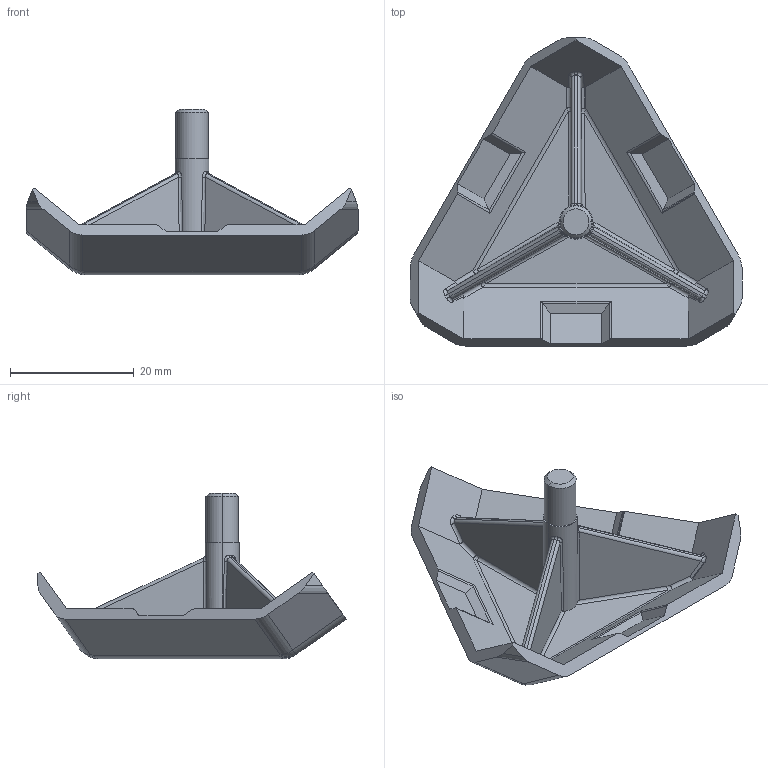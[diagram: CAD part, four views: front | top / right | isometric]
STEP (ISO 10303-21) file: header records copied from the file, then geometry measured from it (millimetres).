
FILE_DESCRIPTION (( 'STEP AP214' ), '1' );
FILE_NAME ('093wea381d.STEP', '2014-08-21T06:04:35', ( '' ), ( '' ), 'SwSTEP 2.0', 'SolidWorks 2014', '' );
FILE_SCHEMA (( 'AUTOMOTIVE_DESIGN' ));
Length unit declared in the file: millimetre
Products named in the file (1): 093wea381d
Bounding box: 53.74 x 49.88 x 26.84 mm (x, y, z)
Volume: 5540.3 mm3; surface area: 6039.9 mm2
Topology: 1 solids, 1 shells, 143 faces, 359 edges, 218 vertices
Faces by surface type: cylinder 64, plane 45, bspline 26, sphere 6, cone 2
Entity records: 4670 total; most frequent: CARTESIAN_POINT 1538, ORIENTED_EDGE 716, DIRECTION 583, EDGE_CURVE 358, VERTEX_POINT 218, AXIS2_PLACEMENT_3D 201, LINE 181, VECTOR 181
